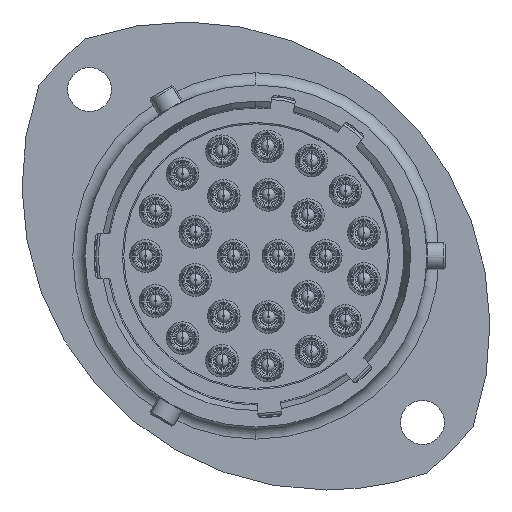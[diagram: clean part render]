
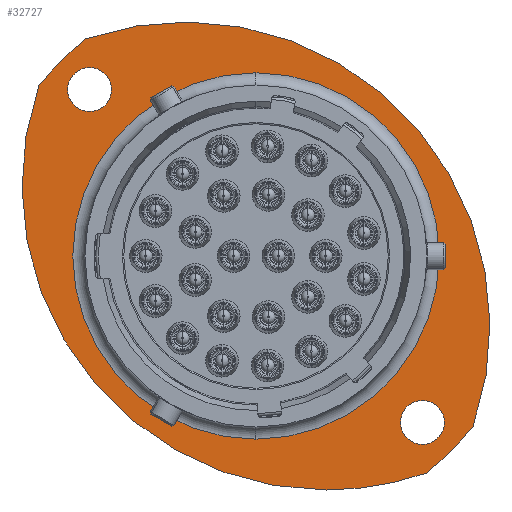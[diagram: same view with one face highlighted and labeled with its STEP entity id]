
A CAD part, left-side view. The second image highlights one B-rep face of the part: STEP entity #32727.
In plain terms, the highlighted planar face has unit normal (-1, 0, 0).
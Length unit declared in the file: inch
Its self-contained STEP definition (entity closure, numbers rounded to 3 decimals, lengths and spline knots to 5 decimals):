
#15 = CARTESIAN_POINT ( 'NONE',  ( 0.22853, -0.03042, 0.03809 ) ) ;
#16 = DIRECTION ( 'NONE',  ( -1., 0., 0. ) ) ;
#17 = DIRECTION ( 'NONE',  ( 0., 0., -1. ) ) ;
#25 = CARTESIAN_POINT ( 'NONE',  ( 0.22853, -0.3102, -0.65092 ) ) ;
#26 = DIRECTION ( 'NONE',  ( -1., 0., 0. ) ) ;
#27 = DIRECTION ( 'NONE',  ( 0., 0., -1. ) ) ;
#273 = CARTESIAN_POINT ( 'NONE',  ( 0.22853, 0.65859, 0.31787 ) ) ;
#274 = DIRECTION ( 'NONE',  ( -1., 0., 0. ) ) ;
#275 = DIRECTION ( 'NONE',  ( 0., 0., -1. ) ) ;
#816 = PLANE ( 'NONE',  #45615 ) ;
#817 = FACE_BOUND ( 'NONE', #33646, .T. ) ;
#819 = FACE_BOUND ( 'NONE', #33746, .T. ) ;
#821 = FACE_BOUND ( 'NONE', #33629, .T. ) ;
#823 = FACE_OUTER_BOUND ( 'NONE', #33644, .T. ) ;
#833 = CARTESIAN_POINT ( 'NONE',  ( 0.22853, 0.67203, -0.16652 ) ) ;
#834 = DIRECTION ( 'NONE',  ( 1., 0., 0. ) ) ;
#835 = DIRECTION ( 'NONE',  ( 0., 0., -1. ) ) ;
#4584 = CARTESIAN_POINT ( 'NONE',  ( 0.22853, 0.1742, -0.69979 ) ) ;
#4587 = CARTESIAN_POINT ( 'NONE',  ( 0.22853, 0.65859, 0.25389 ) ) ;
#4614 = CARTESIAN_POINT ( 'NONE',  ( 0.22853, -0.03042, -0.84774 ) ) ;
#4631 = CARTESIAN_POINT ( 'NONE',  ( 0.22853, 0.65859, 0.38185 ) ) ;
#4639 = CARTESIAN_POINT ( 'NONE',  ( 0.22853, -0.3102, -0.7149 ) ) ;
#4640 = CARTESIAN_POINT ( 'NONE',  ( 0.22853, -0.3102, -0.58694 ) ) ;
#4654 = CARTESIAN_POINT ( 'NONE',  ( 0.22853, -0.32129, -0.79862 ) ) ;
#4692 = CARTESIAN_POINT ( 'NONE',  ( 0.22853, 0.1742, 0.36674 ) ) ;
#10925 = VERTEX_POINT ( 'NONE', #37153 ) ;
#10927 = VERTEX_POINT ( 'NONE', #37155 ) ;
#10931 = VERTEX_POINT ( 'NONE', #37159 ) ;
#23911 = ORIENTED_EDGE ( 'NONE', *, *, #26944, .F. ) ;
#23912 = ORIENTED_EDGE ( 'NONE', *, *, #26862, .F. ) ;
#23913 = ORIENTED_EDGE ( 'NONE', *, *, #26861, .T. ) ;
#23914 = ORIENTED_EDGE ( 'NONE', *, *, #26933, .T. ) ;
#23915 = ORIENTED_EDGE ( 'NONE', *, *, #32548, .F. ) ;
#23916 = ORIENTED_EDGE ( 'NONE', *, *, #26860, .F. ) ;
#23917 = ORIENTED_EDGE ( 'NONE', *, *, #26859, .T. ) ;
#23918 = ORIENTED_EDGE ( 'NONE', *, *, #26940, .T. ) ;
#23919 = ORIENTED_EDGE ( 'NONE', *, *, #26858, .T. ) ;
#23920 = ORIENTED_EDGE ( 'NONE', *, *, #26857, .T. ) ;
#23921 = ORIENTED_EDGE ( 'NONE', *, *, #26856, .T. ) ;
#26856 = EDGE_CURVE ( 'NONE', #10927, #10925, #45193, .T. ) ;
#26857 = EDGE_CURVE ( 'NONE', #10931, #10927, #45196, .T. ) ;
#26858 = EDGE_CURVE ( 'NONE', #34342, #10931, #45199, .T. ) ;
#26859 = EDGE_CURVE ( 'NONE', #10925, #34302, #45201, .T. ) ;
#26860 = EDGE_CURVE ( 'NONE', #34319, #34275, #45203, .T. ) ;
#26861 = EDGE_CURVE ( 'NONE', #34271, #34380, #45205, .T. ) ;
#26862 = EDGE_CURVE ( 'NONE', #34328, #34327, #45197, .T. ) ;
#26933 = EDGE_CURVE ( 'NONE', #34380, #34271, #45307, .T. ) ;
#26940 = EDGE_CURVE ( 'NONE', #34302, #34342, #45315, .T. ) ;
#26944 = EDGE_CURVE ( 'NONE', #34327, #34328, #45325, .T. ) ;
#32548 = EDGE_CURVE ( 'NONE', #34275, #34319, #45407, .T. ) ;
#32727 = ADVANCED_FACE ( 'NONE', ( #817, #819, #821, #823 ), #816, .F. ) ;
#33629 = EDGE_LOOP ( 'NONE', ( #23915, #23916 ) ) ;
#33644 = EDGE_LOOP ( 'NONE', ( #23917, #23918, #23919, #23920, #23921 ) ) ;
#33646 = EDGE_LOOP ( 'NONE', ( #23911, #23912 ) ) ;
#33746 = EDGE_LOOP ( 'NONE', ( #23913, #23914 ) ) ;
#34271 = VERTEX_POINT ( 'NONE', #4584 ) ;
#34275 = VERTEX_POINT ( 'NONE', #4587 ) ;
#34302 = VERTEX_POINT ( 'NONE', #4614 ) ;
#34319 = VERTEX_POINT ( 'NONE', #4631 ) ;
#34327 = VERTEX_POINT ( 'NONE', #4639 ) ;
#34328 = VERTEX_POINT ( 'NONE', #4640 ) ;
#34342 = VERTEX_POINT ( 'NONE', #4654 ) ;
#34380 = VERTEX_POINT ( 'NONE', #4692 ) ;
#37153 = CARTESIAN_POINT ( 'NONE',  ( 0.22853, 0.80629, 0.32896 ) ) ;
#37155 = CARTESIAN_POINT ( 'NONE',  ( 0.22853, 0.66968, 0.46557 ) ) ;
#37159 = CARTESIAN_POINT ( 'NONE',  ( 0.22853, -0.4579, -0.66201 ) ) ;
#44873 = CARTESIAN_POINT ( 'NONE',  ( 0.22853, 0.1742, -0.16652 ) ) ;
#44874 = DIRECTION ( 'NONE',  ( -1., 0., 0. ) ) ;
#44875 = DIRECTION ( 'NONE',  ( 0., 0., 1. ) ) ;
#44876 = CARTESIAN_POINT ( 'NONE',  ( 0.22853, 0.37881, -0.37114 ) ) ;
#44877 = DIRECTION ( 'NONE',  ( -1., 0., 0. ) ) ;
#44878 = DIRECTION ( 'NONE',  ( 0., 0., -1. ) ) ;
#44879 = CARTESIAN_POINT ( 'NONE',  ( 0.22853, 0.1742, -0.16652 ) ) ;
#44880 = DIRECTION ( 'NONE',  ( -1., 0., 0. ) ) ;
#44881 = DIRECTION ( 'NONE',  ( 0., 0., 1. ) ) ;
#44883 = CARTESIAN_POINT ( 'NONE',  ( 0.22853, -0.03042, 0.03809 ) ) ;
#44884 = DIRECTION ( 'NONE',  ( -1., 0., 0. ) ) ;
#44885 = DIRECTION ( 'NONE',  ( 0., 0., -1. ) ) ;
#44886 = CARTESIAN_POINT ( 'NONE',  ( 0.22853, 0.65859, 0.31787 ) ) ;
#44887 = DIRECTION ( 'NONE',  ( -1., 0., 0. ) ) ;
#44888 = DIRECTION ( 'NONE',  ( 0., 0., -1. ) ) ;
#44890 = CARTESIAN_POINT ( 'NONE',  ( 0.22853, 0.1742, -0.16652 ) ) ;
#44891 = DIRECTION ( 'NONE',  ( 1., 0., 0. ) ) ;
#44892 = DIRECTION ( 'NONE',  ( 0., 0., -1. ) ) ;
#44895 = CARTESIAN_POINT ( 'NONE',  ( 0.22853, -0.3102, -0.65092 ) ) ;
#44896 = DIRECTION ( 'NONE',  ( -1., 0., 0. ) ) ;
#44897 = DIRECTION ( 'NONE',  ( 0., 0., -1. ) ) ;
#45130 = CARTESIAN_POINT ( 'NONE',  ( 0.22853, 0.1742, -0.16652 ) ) ;
#45131 = DIRECTION ( 'NONE',  ( 1., 0., 0. ) ) ;
#45132 = DIRECTION ( 'NONE',  ( 0., 0., -1. ) ) ;
#45193 = CIRCLE ( 'NONE', #45198, 0.80315 ) ;
#45196 = CIRCLE ( 'NONE', #45200, 0.88583 ) ;
#45197 = CIRCLE ( 'NONE', #45210, 0.06398 ) ;
#45198 = AXIS2_PLACEMENT_3D ( 'NONE', #44873, #44874, #44875 ) ;
#45199 = CIRCLE ( 'NONE', #45202, 0.80315 ) ;
#45200 = AXIS2_PLACEMENT_3D ( 'NONE', #44876, #44877, #44878 ) ;
#45201 = CIRCLE ( 'NONE', #45204, 0.88583 ) ;
#45202 = AXIS2_PLACEMENT_3D ( 'NONE', #44879, #44880, #44881 ) ;
#45203 = CIRCLE ( 'NONE', #45206, 0.06398 ) ;
#45204 = AXIS2_PLACEMENT_3D ( 'NONE', #44883, #44884, #44885 ) ;
#45205 = CIRCLE ( 'NONE', #45208, 0.53327 ) ;
#45206 = AXIS2_PLACEMENT_3D ( 'NONE', #44886, #44887, #44888 ) ;
#45208 = AXIS2_PLACEMENT_3D ( 'NONE', #44890, #44891, #44892 ) ;
#45210 = AXIS2_PLACEMENT_3D ( 'NONE', #44895, #44896, #44897 ) ;
#45307 = CIRCLE ( 'NONE', #45310, 0.53327 ) ;
#45310 = AXIS2_PLACEMENT_3D ( 'NONE', #45130, #45131, #45132 ) ;
#45315 = CIRCLE ( 'NONE', #45321, 0.88583 ) ;
#45321 = AXIS2_PLACEMENT_3D ( 'NONE', #15, #16, #17 ) ;
#45325 = CIRCLE ( 'NONE', #45327, 0.06398 ) ;
#45327 = AXIS2_PLACEMENT_3D ( 'NONE', #25, #26, #27 ) ;
#45407 = CIRCLE ( 'NONE', #45412, 0.06398 ) ;
#45412 = AXIS2_PLACEMENT_3D ( 'NONE', #273, #274, #275 ) ;
#45615 = AXIS2_PLACEMENT_3D ( 'NONE', #833, #834, #835 ) ;
